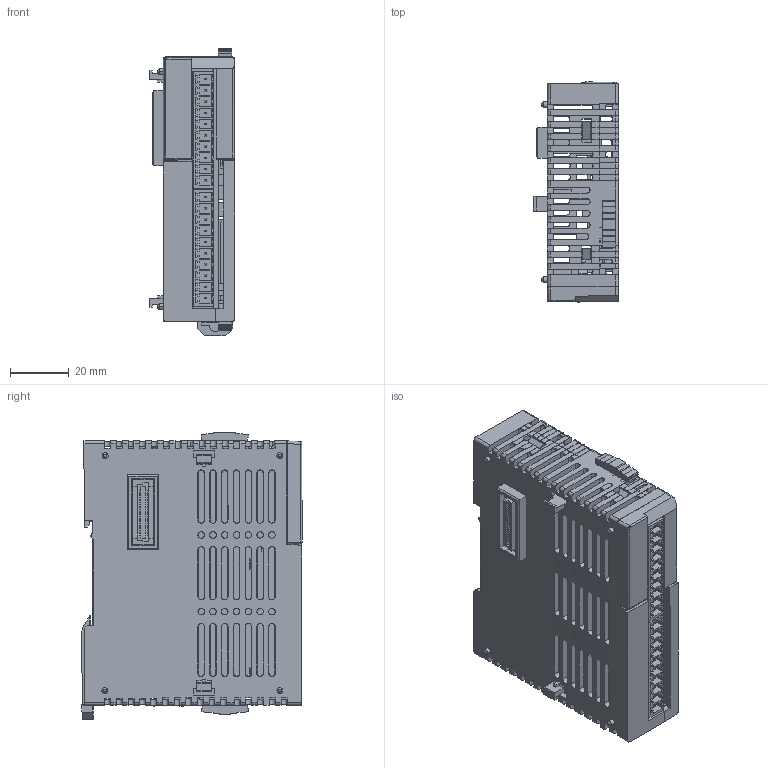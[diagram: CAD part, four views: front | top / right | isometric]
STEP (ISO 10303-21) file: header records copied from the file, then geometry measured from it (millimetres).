
FILE_DESCRIPTION( ('This file contains a STEP AP42 implementation' ,'as created by ZW3D STEP Interface translator.') ,'2;1' );
FILE_NAME( 'HCA8C-8EX8EYT.stp' ,'21 9 7.104816', (''), ('ZWCAD Software Co.'), 'Version 1.0', 'ZW3D to STEP translator', '' );
FILE_SCHEMA(('AP242_MANAGED_MODEL_BASED_3D_ENGINEERING_MIM_LF { 1 0 10303 442 1 1 4 }'));
Length unit declared in the file: millimetre
Products named in the file (1): 0
Bounding box: 28.95 x 74.63 x 97.62 mm (x, y, z)
Volume: 46417.1 mm3; surface area: 59274.9 mm2
Topology: 1 solids, 4 shells, 3326 faces, 9771 edges, 6507 vertices
Faces by surface type: plane 2688, cylinder 482, bspline 99, sphere 34, cone 23
Entity records: 117733 total; most frequent: CARTESIAN_POINT 25704, ORIENTED_EDGE 19526, DIRECTION 16742, EDGE_CURVE 9763, VECTOR 8164, LINE 8164, VERTEX_POINT 6507, AXIS2_PLACEMENT_3D 4289
